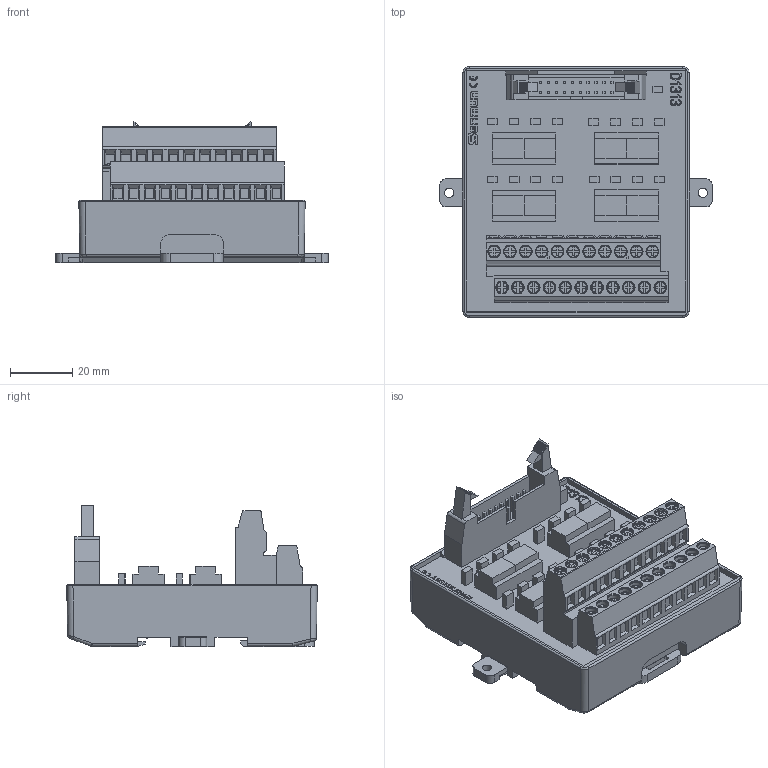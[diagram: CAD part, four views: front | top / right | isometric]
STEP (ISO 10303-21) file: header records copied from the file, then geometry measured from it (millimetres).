
FILE_DESCRIPTION(/* description */ (''),/* implementation_level */ '2;1');
FILE_NAME(/* name */ '12334.stp',/* time_stamp */ '2024-08-16T10:06:33+08:00',/* author */ (''),/* organization */ (''),/* preprocessor_version */ 'ST-DEVELOPER v14',/* originating_system */ 'SIEMENS PLM Software NX 8.0',/* authorisation */ '');
FILE_SCHEMA (('AUTOMOTIVE_DESIGN { 1 0 10303 214 3 1 1 1 }'));
Length unit declared in the file: millimetre
Products named in the file (1): Admi3260DBFCabbe
Bounding box: 87.37 x 80.4 x 45.25 mm (x, y, z)
Volume: 128312.2 mm3; surface area: 31263.4 mm2
Topology: 3 solids, 6 shells, 1390 faces, 3672 edges, 2425 vertices
Faces by surface type: plane 1131, cylinder 113, torus 66, cone 56, extrusion 14, bspline 10
Full cylindrical faces by diameter (mm): 3 x2, 4.1 x22, 4.13 x22
Entity records: 45390 total; most frequent: CARTESIAN_POINT 10153, ORIENTED_EDGE 7172, DIRECTION 6349, EDGE_CURVE 3586, VECTOR 2961, LINE 2947, VERTEX_POINT 2407, AXIS2_PLACEMENT_3D 1694
